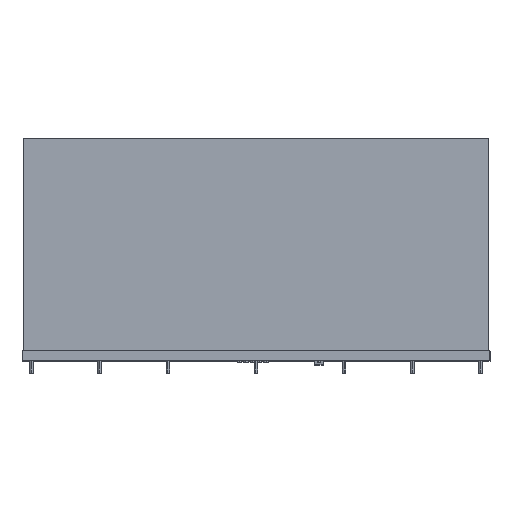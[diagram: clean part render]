
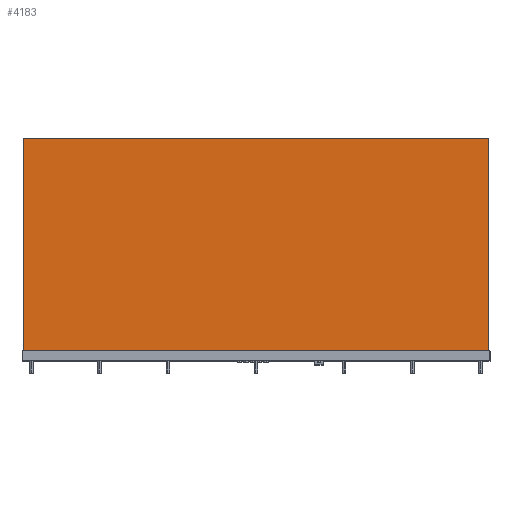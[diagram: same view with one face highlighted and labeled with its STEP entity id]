
A CAD part, top view. The second image highlights one B-rep face of the part: STEP entity #4183.
In plain terms, the highlighted planar face has unit normal (0, 0, 1).
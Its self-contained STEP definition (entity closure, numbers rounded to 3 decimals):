
#19 = VECTOR ( 'NONE', #1471, 1000. ) ;
#49 = VECTOR ( 'NONE', #1438, 1000. ) ;
#71 = AXIS2_PLACEMENT_3D ( 'NONE', #1518, #1549, #1537 ) ;
#478 = VECTOR ( 'NONE', #1154, 1000. ) ;
#544 = VECTOR ( 'NONE', #1401, 1000. ) ;
#833 = EDGE_LOOP ( 'NONE', ( #2620, #2652, #2655, #2613 ) ) ;
#1088 = CARTESIAN_POINT ( 'NONE',  ( 277.5, 12., 250. ) ) ;
#1095 = LINE ( 'NONE', #1088, #478 ) ;
#1154 = DIRECTION ( 'NONE',  ( -1., 0., 0. ) ) ;
#1346 = LINE ( 'NONE', #1367, #544 ) ;
#1367 = CARTESIAN_POINT ( 'NONE',  ( 277.5, 265., 250. ) ) ;
#1401 = DIRECTION ( 'NONE',  ( -1., 0., 0. ) ) ;
#1412 = CARTESIAN_POINT ( 'NONE',  ( 277.5, 265., 250. ) ) ;
#1413 = LINE ( 'NONE', #1412, #49 ) ;
#1438 = DIRECTION ( 'NONE',  ( 0., 1., 0. ) ) ;
#1471 = DIRECTION ( 'NONE',  ( 0., -1., 0. ) ) ;
#1494 = LINE ( 'NONE', #1499, #19 ) ;
#1499 = CARTESIAN_POINT ( 'NONE',  ( -277.5, 265., 250. ) ) ;
#1512 = FACE_OUTER_BOUND ( 'NONE', #833, .T. ) ;
#1518 = CARTESIAN_POINT ( 'NONE',  ( 277.5, 265., 250. ) ) ;
#1534 = PLANE ( 'NONE',  #71 ) ;
#1537 = DIRECTION ( 'NONE',  ( -1., 0., 0. ) ) ;
#1549 = DIRECTION ( 'NONE',  ( 0., 0., -1. ) ) ;
#2038 = VERTEX_POINT ( 'NONE', #2896 ) ;
#2068 = VERTEX_POINT ( 'NONE', #2953 ) ;
#2077 = VERTEX_POINT ( 'NONE', #2962 ) ;
#2613 = ORIENTED_EDGE ( 'NONE', *, *, #4133, .T. ) ;
#2620 = ORIENTED_EDGE ( 'NONE', *, *, #4166, .T. ) ;
#2652 = ORIENTED_EDGE ( 'NONE', *, *, #4058, .F. ) ;
#2655 = ORIENTED_EDGE ( 'NONE', *, *, #4152, .T. ) ;
#2896 = CARTESIAN_POINT ( 'NONE',  ( -277.5, 265., 250. ) ) ;
#2953 = CARTESIAN_POINT ( 'NONE',  ( 277.5, 265., 250. ) ) ;
#2957 = CARTESIAN_POINT ( 'NONE',  ( -277.5, 12., 250. ) ) ;
#2962 = CARTESIAN_POINT ( 'NONE',  ( 277.5, 12., 250. ) ) ;
#3207 = VERTEX_POINT ( 'NONE', #2957 ) ;
#4058 = EDGE_CURVE ( 'NONE', #2077, #3207, #1095, .T. ) ;
#4133 = EDGE_CURVE ( 'NONE', #2068, #2038, #1346, .T. ) ;
#4152 = EDGE_CURVE ( 'NONE', #2077, #2068, #1413, .T. ) ;
#4166 = EDGE_CURVE ( 'NONE', #2038, #3207, #1494, .T. ) ;
#4183 = ADVANCED_FACE ( 'NONE', ( #1512 ), #1534, .F. ) ;
